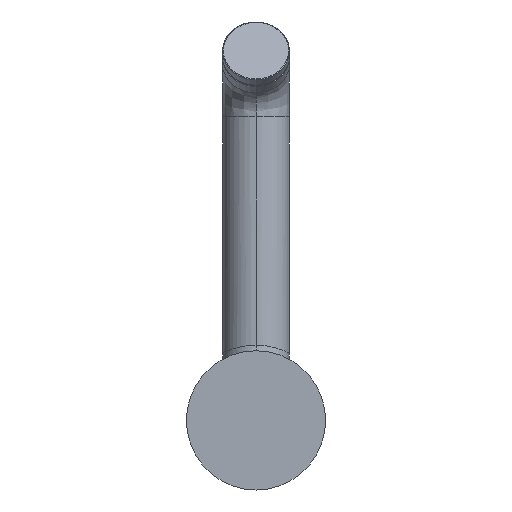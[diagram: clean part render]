
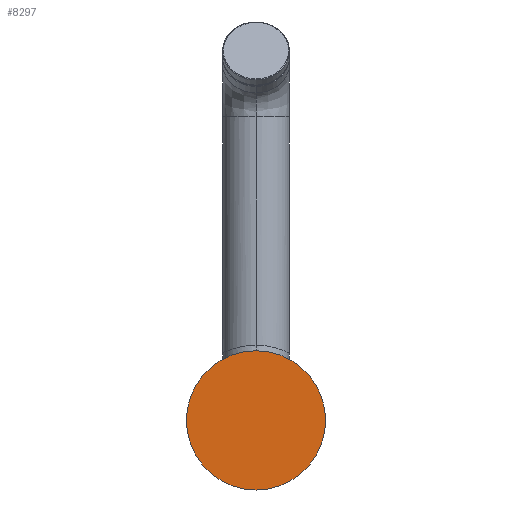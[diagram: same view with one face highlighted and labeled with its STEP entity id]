
A CAD part, front view. The second image highlights one B-rep face of the part: STEP entity #8297.
In plain terms, the highlighted planar face has unit normal (0, -1, 0).
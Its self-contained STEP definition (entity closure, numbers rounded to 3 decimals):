
#311 = AXIS2_PLACEMENT_3D ( 'NONE', #1156, #455, #5963 ) ;
#455 = DIRECTION ( 'NONE',  ( 0., 1., 0. ) ) ;
#789 = AXIS2_PLACEMENT_3D ( 'NONE', #1299, #8924, #5478 ) ;
#1156 = CARTESIAN_POINT ( 'NONE',  ( 0., -5., 0. ) ) ;
#1299 = CARTESIAN_POINT ( 'NONE',  ( 0., -5., 0. ) ) ;
#1371 = EDGE_CURVE ( 'NONE', #8485, #8686, #7232, .T. ) ;
#1784 = ORIENTED_EDGE ( 'NONE', *, *, #1371, .F. ) ;
#1823 = CARTESIAN_POINT ( 'NONE',  ( -25., -5., 0. ) ) ;
#2513 = CARTESIAN_POINT ( 'NONE',  ( 0., -5., 0. ) ) ;
#2601 = FACE_OUTER_BOUND ( 'NONE', #3479, .T. ) ;
#3479 = EDGE_LOOP ( 'NONE', ( #6658, #1784 ) ) ;
#3881 = EDGE_CURVE ( 'NONE', #8686, #8485, #4422, .T. ) ;
#4422 = CIRCLE ( 'NONE', #7196, 25. ) ;
#4457 = DIRECTION ( 'NONE',  ( 0., 1., 0. ) ) ;
#5410 = PLANE ( 'NONE',  #789 ) ;
#5478 = DIRECTION ( 'NONE',  ( 1., 0., 0. ) ) ;
#5963 = DIRECTION ( 'NONE',  ( 1., 0., 0. ) ) ;
#6658 = ORIENTED_EDGE ( 'NONE', *, *, #3881, .F. ) ;
#6871 = CARTESIAN_POINT ( 'NONE',  ( 25., -5., 0. ) ) ;
#7196 = AXIS2_PLACEMENT_3D ( 'NONE', #2513, #4457, #7248 ) ;
#7232 = CIRCLE ( 'NONE', #311, 25. ) ;
#7248 = DIRECTION ( 'NONE',  ( 1., 0., 0. ) ) ;
#8297 = ADVANCED_FACE ( 'NONE', ( #2601 ), #5410, .F. ) ;
#8485 = VERTEX_POINT ( 'NONE', #6871 ) ;
#8686 = VERTEX_POINT ( 'NONE', #1823 ) ;
#8924 = DIRECTION ( 'NONE',  ( 0., 1., 0. ) ) ;
